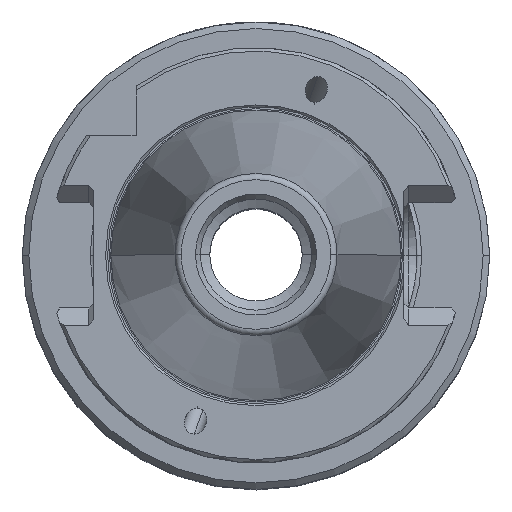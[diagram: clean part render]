
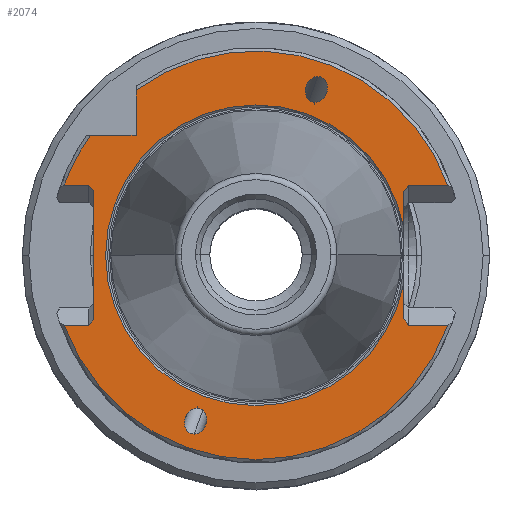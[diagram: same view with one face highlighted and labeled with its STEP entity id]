
A CAD part, top view. The second image highlights one B-rep face of the part: STEP entity #2074.
In plain terms, the highlighted planar face has unit normal (0, 0, 1).
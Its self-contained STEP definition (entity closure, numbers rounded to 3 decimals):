
#1274=EDGE_CURVE('NONE',#2332,#1782,#3679,.F.);
#1388=VERTEX_POINT('NONE',#3802);
#1414=VERTEX_POINT('NONE',#3829);
#1578=EDGE_CURVE('NONE',#1388,#1414,#4009,.T.);
#1598=EDGE_CURVE('NONE',#2678,#2328,#4033,.F.);
#1646=EDGE_CURVE('NONE',#3284,#2886,#4084,.T.);
#1744=EDGE_CURVE('NONE',#2332,#2328,#4193,.T.);
#1782=VERTEX_POINT('NONE',#4235);
#1784=VERTEX_POINT('NONE',#4237);
#1788=VERTEX_POINT('NONE',#4241);
#1842=VERTEX_POINT('NONE',#4302);
#1966=VERTEX_POINT('NONE',#4443);
#2022=VERTEX_POINT('NONE',#4505);
#2044=EDGE_CURVE('NONE',#1842,#1966,#4529,.F.);
#2070=EDGE_CURVE('NONE',#2338,#1788,#4559,.T.);
#2074=ADVANCED_FACE('NONE',(#4563,#4564,#4565),#4566,.F.);
#2154=EDGE_CURVE('NONE',#2408,#3446,#4653,.T.);
#2202=VERTEX_POINT('NONE',#4704);
#2328=VERTEX_POINT('NONE',#4844);
#2332=VERTEX_POINT('NONE',#4848);
#2338=VERTEX_POINT('NONE',#4854);
#2348=EDGE_CURVE('NONE',#3498,#2408,#4865,.F.);
#2408=VERTEX_POINT('NONE',#4933);
#2456=EDGE_CURVE('NONE',#1966,#2596,#4986,.T.);
#2508=EDGE_CURVE('NONE',#2596,#3498,#5042,.T.);
#2566=EDGE_CURVE('NONE',#2022,#1414,#5105,.F.);
#2596=VERTEX_POINT('NONE',#5138);
#2678=VERTEX_POINT('NONE',#5234);
#2698=EDGE_CURVE('NONE',#1788,#2338,#5256,.F.);
#2814=EDGE_CURVE('NONE',#2022,#3284,#5384,.T.);
#2816=EDGE_CURVE('NONE',#2678,#2846,#5386,.F.);
#2846=VERTEX_POINT('NONE',#5420);
#2874=VERTEX_POINT('NONE',#5455);
#2886=VERTEX_POINT('NONE',#5469);
#3022=EDGE_CURVE('NONE',#2202,#2874,#5617,.F.);
#3064=EDGE_CURVE('NONE',#1782,#2202,#5663,.T.);
#3158=EDGE_CURVE('NONE',#1388,#2846,#5769,.F.);
#3168=EDGE_CURVE('NONE',#3342,#1784,#5779,.T.);
#3214=EDGE_CURVE('NONE',#2874,#1842,#5829,.T.);
#3284=VERTEX_POINT('NONE',#5906);
#3342=VERTEX_POINT('NONE',#5970);
#3356=EDGE_CURVE('NONE',#1784,#3342,#5985,.F.);
#3446=VERTEX_POINT('NONE',#6083);
#3498=VERTEX_POINT('NONE',#6145);
#3578=EDGE_CURVE('NONE',#3446,#2886,#6233,.F.);
#3679=CIRCLE('',#6401,31.25);
#3802=CARTESIAN_POINT('',(-25.55,10.75,-1.));
#3829=CARTESIAN_POINT('',(-29.343,10.75,-1.0));
#4009=LINE('',#6936,#6937);
#4033=LINE('',#7011,#7012);
#4084=LINE('',#7144,#7145);
#4193=LINE('',#7413,#7414);
#4235=CARTESIAN_POINT('',(29.343,-10.75,-1.0));
#4237=CARTESIAN_POINT('',(-9.017,-23.397,-1.0));
#4241=CARTESIAN_POINT('',(9.017,23.397,-1.0));
#4302=CARTESIAN_POINT('',(22.6,-4.271,-1.0));
#4443=CARTESIAN_POINT('',(-23.0,0.,-1.0));
#4505=CARTESIAN_POINT('',(-25.295,18.35,-1.0));
#4529=CIRCLE('',#8096,23.0);
#4559=ELLIPSE('',#8143,2.014,1.65);
#4563=FACE_OUTER_BOUND('',#8148,.T.);
#4564=FACE_BOUND('',#8149,.T.);
#4565=FACE_BOUND('',#8150,.T.);
#4566=PLANE('',#8151);
#4653=LINE('',#8300,#8301);
#4704=CARTESIAN_POINT('',(23.35,-10.75,-1.0));
#4844=CARTESIAN_POINT('',(-25.55,-10.75,-1.));
#4848=CARTESIAN_POINT('',(-29.343,-10.75,-1.0));
#4854=CARTESIAN_POINT('',(9.452,27.347,-1.0));
#4865=LINE('',#8654,#8655);
#4933=CARTESIAN_POINT('',(23.35,10.75,-1.0));
#4986=CIRCLE('',#8827,23.0);
#5042=LINE('',#8908,#8909);
#5105=CIRCLE('',#9052,31.25);
#5138=CARTESIAN_POINT('',(22.6,4.271,-1.0));
#5234=CARTESIAN_POINT('',(-24.8,-9.689,-1.));
#5256=ELLIPSE('',#9279,2.014,1.65);
#5384=LINE('',#9469,#9470);
#5386=LINE('',#9473,#9474);
#5420=CARTESIAN_POINT('',(-24.8,9.689,-1.0));
#5455=CARTESIAN_POINT('',(22.6,-9.689,-1.0));
#5469=CARTESIAN_POINT('',(-18.35,25.295,-1.0));
#5617=LINE('',#9876,#9877);
#5663=LINE('',#9940,#9941);
#5769=LINE('',#10123,#10124);
#5779=ELLIPSE('',#10138,2.014,1.65);
#5829=LINE('',#10206,#10207);
#5906=CARTESIAN_POINT('',(-18.35,18.35,-1.0));
#5970=CARTESIAN_POINT('',(-9.452,-27.347,-1.0));
#5985=ELLIPSE('',#10499,2.014,1.65);
#6083=CARTESIAN_POINT('',(29.343,10.75,-1.0));
#6145=CARTESIAN_POINT('',(22.6,9.689,-1.0));
#6233=CIRCLE('',#10943,31.25);
#6401=AXIS2_PLACEMENT_3D('',#11050,#11051,#11052);
#6936=CARTESIAN_POINT('',(-30.6,10.75,-1.0));
#6937=VECTOR('',#11417,1.0);
#7011=CARTESIAN_POINT('',(-20.316,-3.348,-1.));
#7012=VECTOR('',#11453,1.0);
#7144=CARTESIAN_POINT('',(-18.35,-2.01,-1.0));
#7145=VECTOR('',#11493,1.0);
#7413=CARTESIAN_POINT('',(-30.6,-10.75,-1.0));
#7414=VECTOR('',#11627,1.0);
#8096=AXIS2_PLACEMENT_3D('',#12046,#12047,#12048);
#8143=AXIS2_PLACEMENT_3D('',#12084,#12085,#12086);
#8148=EDGE_LOOP('',(#12091,#12092,#12093,#12094,#12095,#12096,#12097,#12098,#12099,#12100,#12101,#12102,#12103,#12104,#12105,#12106,#12107,#12108));
#8149=EDGE_LOOP('',(#12109,#12110));
#8150=EDGE_LOOP('',(#12111,#12112));
#8151=AXIS2_PLACEMENT_3D('',#12113,#12114,#12115);
#8300=CARTESIAN_POINT('',(62.4,10.75,-1.0));
#8301=VECTOR('',#12208,1.0);
#8654=CARTESIAN_POINT('',(11.015,-6.694,-1.0));
#8655=VECTOR('',#12461,1.0);
#8827=AXIS2_PLACEMENT_3D('',#12593,#12594,#12595);
#8908=CARTESIAN_POINT('',(22.6,-11.185,-1.0));
#8909=VECTOR('',#12661,1.0);
#9052=AXIS2_PLACEMENT_3D('',#12727,#12728,#12729);
#9279=AXIS2_PLACEMENT_3D('',#12922,#12923,#12924);
#9469=CARTESIAN_POINT('',(-19.175,18.35,-1.0));
#9470=VECTOR('',#13083,1.0);
#9473=CARTESIAN_POINT('',(-24.8,-11.185,-1.0));
#9474=VECTOR('',#13084,1.0);
#9876=CARTESIAN_POINT('',(21.561,-8.22,-1.0));
#9877=VECTOR('',#13372,1.0);
#9940=CARTESIAN_POINT('',(62.4,-10.75,-1.0));
#9941=VECTOR('',#13411,1.0);
#10123=CARTESIAN_POINT('',(-9.77,-11.566,-1.));
#10124=VECTOR('',#13565,1.0);
#10138=AXIS2_PLACEMENT_3D('',#13570,#13571,#13572);
#10206=CARTESIAN_POINT('',(22.6,-11.185,-1.0));
#10207=VECTOR('',#13614,1.0);
#10499=AXIS2_PLACEMENT_3D('',#13769,#13770,#13771);
#10943=AXIS2_PLACEMENT_3D('',#14048,#14049,#14050);
#11050=CARTESIAN_POINT('',(0.0,0.0,-1.0));
#11051=DIRECTION('',(0.0,0.0,-1.0));
#11052=DIRECTION('',(1.0,0.,0.0));
#11417=DIRECTION('',(-1.0,0.,0.0));
#11453=DIRECTION('',(0.577,0.816,0.0));
#11493=DIRECTION('',(0.,1.0,0.0));
#11627=DIRECTION('',(1.0,0.,-0.0));
#12046=CARTESIAN_POINT('',(0.0,0.0,-1.0));
#12047=DIRECTION('',(0.0,0.0,1.0));
#12048=DIRECTION('',(-1.0,0.,0.0));
#12084=CARTESIAN_POINT('',(9.235,25.372,-1.0));
#12085=DIRECTION('',(-0.0,0.0,-1.0));
#12086=DIRECTION('',(-0.342,-0.94,0.0));
#12091=ORIENTED_EDGE('',*,*,#2154,.T.);
#12092=ORIENTED_EDGE('',*,*,#3578,.T.);
#12093=ORIENTED_EDGE('',*,*,#1646,.F.);
#12094=ORIENTED_EDGE('',*,*,#2814,.F.);
#12095=ORIENTED_EDGE('',*,*,#2566,.T.);
#12096=ORIENTED_EDGE('',*,*,#1578,.F.);
#12097=ORIENTED_EDGE('',*,*,#3158,.T.);
#12098=ORIENTED_EDGE('',*,*,#2816,.F.);
#12099=ORIENTED_EDGE('',*,*,#1598,.T.);
#12100=ORIENTED_EDGE('',*,*,#1744,.F.);
#12101=ORIENTED_EDGE('',*,*,#1274,.T.);
#12102=ORIENTED_EDGE('',*,*,#3064,.T.);
#12103=ORIENTED_EDGE('',*,*,#3022,.T.);
#12104=ORIENTED_EDGE('',*,*,#3214,.T.);
#12105=ORIENTED_EDGE('',*,*,#2044,.T.);
#12106=ORIENTED_EDGE('',*,*,#2456,.T.);
#12107=ORIENTED_EDGE('',*,*,#2508,.T.);
#12108=ORIENTED_EDGE('',*,*,#2348,.T.);
#12109=ORIENTED_EDGE('',*,*,#2698,.T.);
#12110=ORIENTED_EDGE('',*,*,#2070,.T.);
#12111=ORIENTED_EDGE('',*,*,#3356,.T.);
#12112=ORIENTED_EDGE('',*,*,#3168,.T.);
#12113=CARTESIAN_POINT('',(0.,-22.371,-1.0));
#12114=DIRECTION('',(-0.0,0.0,-1.0));
#12115=DIRECTION('',(0.,-1.0,0.0));
#12208=DIRECTION('',(1.0,0.,-0.0));
#12461=DIRECTION('',(-0.577,-0.816,0.0));
#12593=CARTESIAN_POINT('',(0.0,0.0,-1.0));
#12594=DIRECTION('',(0.0,0.0,-1.0));
#12595=DIRECTION('',(-1.0,0.,0.0));
#12661=DIRECTION('',(0.,1.0,0.0));
#12727=CARTESIAN_POINT('',(0.0,0.0,-1.0));
#12728=DIRECTION('',(0.0,0.0,-1.0));
#12729=DIRECTION('',(1.0,0.,0.0));
#12922=CARTESIAN_POINT('',(9.235,25.372,-1.0));
#12923=DIRECTION('',(0.0,0.0,1.0));
#12924=DIRECTION('',(-0.342,-0.94,0.0));
#13083=DIRECTION('',(1.0,0.,0.0));
#13084=DIRECTION('',(0.,-1.0,0.0));
#13372=DIRECTION('',(0.577,-0.816,-0.0));
#13411=DIRECTION('',(-1.0,0.,0.0));
#13565=DIRECTION('',(-0.577,0.816,0.0));
#13570=CARTESIAN_POINT('',(-9.235,-25.372,-1.0));
#13571=DIRECTION('',(0.0,0.0,-1.0));
#13572=DIRECTION('',(0.342,0.94,0.0));
#13614=DIRECTION('',(0.,1.0,0.0));
#13769=CARTESIAN_POINT('',(-9.235,-25.372,-1.0));
#13770=DIRECTION('',(0.0,-0.0,1.0));
#13771=DIRECTION('',(0.342,0.94,0.0));
#14048=CARTESIAN_POINT('',(0.0,0.0,-1.0));
#14049=DIRECTION('',(0.0,0.0,-1.0));
#14050=DIRECTION('',(1.0,0.,0.0));
